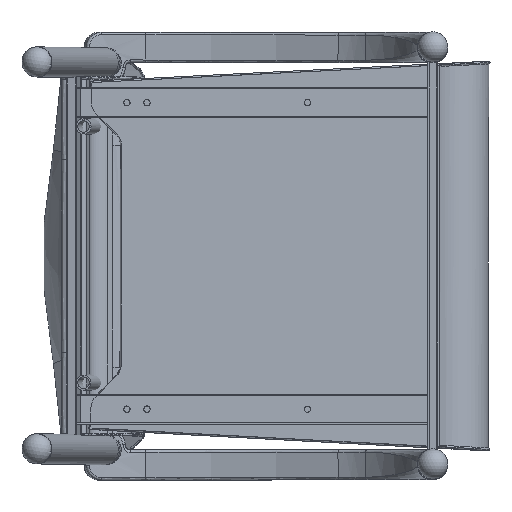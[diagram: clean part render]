
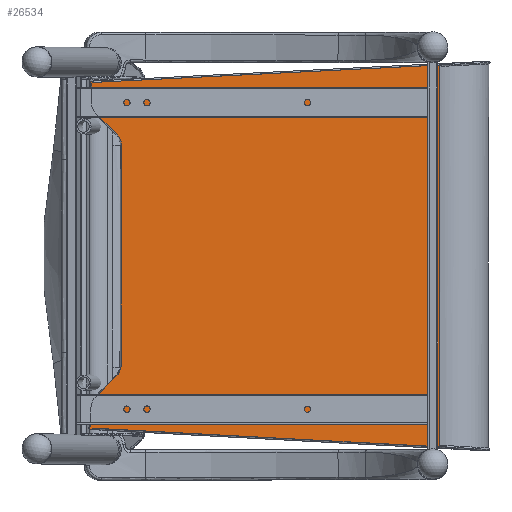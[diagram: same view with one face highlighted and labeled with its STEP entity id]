
A CAD part, top view. The second image highlights one B-rep face of the part: STEP entity #26534.
In plain terms, the highlighted face is planar.
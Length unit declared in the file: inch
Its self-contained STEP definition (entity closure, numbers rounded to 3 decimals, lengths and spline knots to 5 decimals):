
#25664=CARTESIAN_POINT('',(9.2003,-2.41996,17.33797));
#25665=VERTEX_POINT('',#25664);
#25666=CARTESIAN_POINT('',(8.98108,-2.40591,16.80764));
#25667=VERTEX_POINT('',#25666);
#25668=CARTESIAN_POINT('',(8.45184,-2.37197,17.33797));
#25669=DIRECTION('',(0.064,0.998,0.));
#25670=DIRECTION('',(0.922,-0.059,-0.383));
#25671=AXIS2_PLACEMENT_3D('',#25668,#25669,#25670);
#25672=CIRCLE('',#25671,0.75);
#25673=EDGE_CURVE('',#25665,#25667,#25672,.T.);
#26158=CARTESIAN_POINT('',(7.92259,-2.33804,15.74698));
#26159=VERTEX_POINT('',#26158);
#26160=CARTESIAN_POINT('',(7.70337,-2.32398,15.21665));
#26161=VERTEX_POINT('',#26160);
#26162=CARTESIAN_POINT('',(8.45184,-2.37197,15.21665));
#26163=DIRECTION('',(-0.064,-0.998,0.));
#26164=DIRECTION('',(-0.922,0.059,0.383));
#26165=AXIS2_PLACEMENT_3D('',#26162,#26163,#26164);
#26166=CIRCLE('',#26165,0.75);
#26167=EDGE_CURVE('',#26159,#26161,#26166,.T.);
#26190=CARTESIAN_POINT('',(7.70337,-2.32398,4.28335));
#26191=VERTEX_POINT('',#26190);
#26192=CARTESIAN_POINT('',(7.92259,-2.33804,3.75302));
#26193=VERTEX_POINT('',#26192);
#26194=CARTESIAN_POINT('',(8.45184,-2.37197,4.28335));
#26195=DIRECTION('',(-0.064,-0.998,0.));
#26196=DIRECTION('',(-0.922,0.059,-0.383));
#26197=AXIS2_PLACEMENT_3D('',#26194,#26195,#26196);
#26198=CIRCLE('',#26197,0.75);
#26199=EDGE_CURVE('',#26191,#26193,#26198,.T.);
#26222=CARTESIAN_POINT('',(8.98108,-2.40591,2.69236));
#26223=VERTEX_POINT('',#26222);
#26224=CARTESIAN_POINT('',(9.2003,-2.41996,2.16203));
#26225=VERTEX_POINT('',#26224);
#26226=CARTESIAN_POINT('',(8.45184,-2.37197,2.16203));
#26227=DIRECTION('',(0.064,0.998,0.));
#26228=DIRECTION('',(0.922,-0.059,0.383));
#26229=AXIS2_PLACEMENT_3D('',#26226,#26227,#26228);
#26230=CIRCLE('',#26229,0.75);
#26231=EDGE_CURVE('',#26223,#26225,#26230,.T.);
#26398=CARTESIAN_POINT('',(9.2003,-2.41996,1.22269));
#26399=VERTEX_POINT('',#26398);
#26400=CARTESIAN_POINT('',(9.2003,-2.41996,1.22269));
#26401=DIRECTION('',(0.0,0.0,1.0));
#26402=VECTOR('',#26401,0.93934);
#26403=LINE('',#26400,#26402);
#26404=EDGE_CURVE('',#26399,#26225,#26403,.T.);
#26426=CARTESIAN_POINT('',(8.98108,-2.40591,2.69236));
#26427=DIRECTION('',(-0.706,0.045,0.707));
#26428=VECTOR('',#26427,1.5);
#26429=LINE('',#26426,#26428);
#26430=EDGE_CURVE('',#26223,#26193,#26429,.T.);
#26441=CARTESIAN_POINT('',(7.70337,-2.32398,4.28335));
#26442=DIRECTION('',(0.0,0.0,1.0));
#26443=VECTOR('',#26442,10.93329);
#26444=LINE('',#26441,#26443);
#26445=EDGE_CURVE('',#26191,#26161,#26444,.T.);
#26458=CARTESIAN_POINT('',(7.92259,-2.33804,15.74698));
#26459=DIRECTION('',(0.706,-0.045,0.707));
#26460=VECTOR('',#26459,1.5);
#26461=LINE('',#26458,#26460);
#26462=EDGE_CURVE('',#26159,#25667,#26461,.T.);
#26471=CARTESIAN_POINT('',(9.2003,-2.41996,0.0));
#26472=DIRECTION('',(-0.064,-0.998,0.0));
#26473=DIRECTION('',(0.0,0.0,-1.0));
#26474=AXIS2_PLACEMENT_3D('',#26471,#26472,#26473);
#26475=PLANE('',#26474);
#26476=ORIENTED_EDGE('',*,*,#25673,.F.);
#26477=CARTESIAN_POINT('',(9.2003,-2.41996,18.27731));
#26478=VERTEX_POINT('',#26477);
#26479=CARTESIAN_POINT('',(9.2003,-2.41996,17.33797));
#26480=DIRECTION('',(0.0,0.0,1.0));
#26481=VECTOR('',#26480,0.93934);
#26482=LINE('',#26479,#26481);
#26483=EDGE_CURVE('',#25665,#26478,#26482,.T.);
#26484=ORIENTED_EDGE('',*,*,#26483,.T.);
#26485=CARTESIAN_POINT('',(9.13203,-2.41559,18.34935));
#26486=VERTEX_POINT('',#26485);
#26487=CARTESIAN_POINT('',(9.2003,-2.41996,18.34581));
#26488=DIRECTION('',(0.064,0.998,0.0));
#26489=DIRECTION('',(-0.998,0.064,0.0));
#26490=AXIS2_PLACEMENT_3D('',#26487,#26488,#26489);
#26491=CIRCLE('',#26490,0.0685);
#26492=EDGE_CURVE('',#26486,#26478,#26491,.T.);
#26493=ORIENTED_EDGE('',*,*,#26492,.F.);
#26494=CARTESIAN_POINT('',(-8.12755,-1.30893,19.24576));
#26495=VERTEX_POINT('',#26494);
#26496=CARTESIAN_POINT('',(9.13203,-2.41559,18.34935));
#26497=DIRECTION('',(-0.997,0.064,0.052));
#26498=VECTOR('',#26497,17.31824);
#26499=LINE('',#26496,#26498);
#26500=EDGE_CURVE('',#26486,#26495,#26499,.T.);
#26501=ORIENTED_EDGE('',*,*,#26500,.T.);
#26502=CARTESIAN_POINT('',(-8.12755,-1.30893,0.25424));
#26503=VERTEX_POINT('',#26502);
#26504=CARTESIAN_POINT('',(-8.12755,-1.30893,0.25424));
#26505=DIRECTION('',(0.0,0.0,1.0));
#26506=VECTOR('',#26505,18.99151);
#26507=LINE('',#26504,#26506);
#26508=EDGE_CURVE('',#26503,#26495,#26507,.T.);
#26509=ORIENTED_EDGE('',*,*,#26508,.F.);
#26510=CARTESIAN_POINT('',(9.13203,-2.41559,1.15065));
#26511=VERTEX_POINT('',#26510);
#26512=CARTESIAN_POINT('',(-8.12755,-1.30893,0.25424));
#26513=DIRECTION('',(0.997,-0.064,0.052));
#26514=VECTOR('',#26513,17.31824);
#26515=LINE('',#26512,#26514);
#26516=EDGE_CURVE('',#26503,#26511,#26515,.T.);
#26517=ORIENTED_EDGE('',*,*,#26516,.T.);
#26518=CARTESIAN_POINT('',(9.2003,-2.41996,1.15419));
#26519=DIRECTION('',(0.064,0.998,0.0));
#26520=DIRECTION('',(-0.998,0.064,0.0));
#26521=AXIS2_PLACEMENT_3D('',#26518,#26519,#26520);
#26522=CIRCLE('',#26521,0.0685);
#26523=EDGE_CURVE('',#26399,#26511,#26522,.T.);
#26524=ORIENTED_EDGE('',*,*,#26523,.F.);
#26525=ORIENTED_EDGE('',*,*,#26404,.T.);
#26526=ORIENTED_EDGE('',*,*,#26231,.F.);
#26527=ORIENTED_EDGE('',*,*,#26430,.T.);
#26528=ORIENTED_EDGE('',*,*,#26199,.F.);
#26529=ORIENTED_EDGE('',*,*,#26445,.T.);
#26530=ORIENTED_EDGE('',*,*,#26167,.F.);
#26531=ORIENTED_EDGE('',*,*,#26462,.T.);
#26532=EDGE_LOOP('',(#26476,#26484,#26493,#26501,#26509,#26517,#26524,#26525,#26526,#26527,#26528,#26529,#26530,#26531));
#26533=FACE_OUTER_BOUND('',#26532,.T.);
#26534=ADVANCED_FACE('',(#26533),#26475,.T.);
